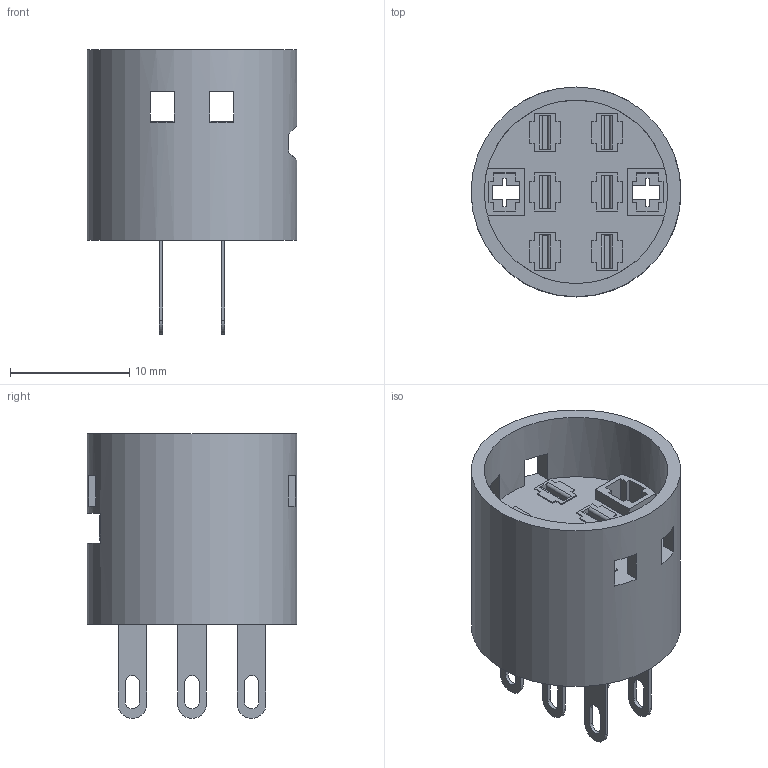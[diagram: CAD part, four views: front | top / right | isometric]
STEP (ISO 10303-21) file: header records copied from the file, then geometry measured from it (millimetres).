
FILE_DESCRIPTION(/* description */ ('','CAx-IF Rec.Pracs.---Representation and Presentation of Product Manufacturing Information (PMI)---4.0---2014-10-13'),/* implementation_level */ '2;1');
FILE_NAME(/* name */ 'PVP4SDN.stp',/* time_stamp */ '2019-06-11T08:56:25-05:00',/* author */ ('mroman'),/* organization */ (''),/* preprocessor_version */ 'ST-DEVELOPER v17',/* originating_system */ 'Autodesk Inventor 2018',/* authorisation */ '');
FILE_SCHEMA (('AP242_MANAGED_MODEL_BASED_3D_ENGINEERING_MIM_LF { 1 0 10303 442 1 1 4 }'));
Length unit declared in the file: millimetre
Products named in the file (1): PVP4SDN
Bounding box: 17.6 x 17.6 x 23.9 mm (x, y, z)
Volume: 2488.1 mm3; surface area: 2689.6 mm2
Topology: 1 solids, 1 shells, 509 faces, 1524 edges, 1016 vertices
Faces by surface type: plane 428, bspline 49, cylinder 32
Full cylindrical faces by diameter (mm): 15.4 x1, 17.6 x1
Entity records: 17516 total; most frequent: CARTESIAN_POINT 3786, ORIENTED_EDGE 3048, DIRECTION 2472, EDGE_CURVE 1524, LINE 1336, VECTOR 1336, VERTEX_POINT 1016, AXIS2_PLACEMENT_3D 572
